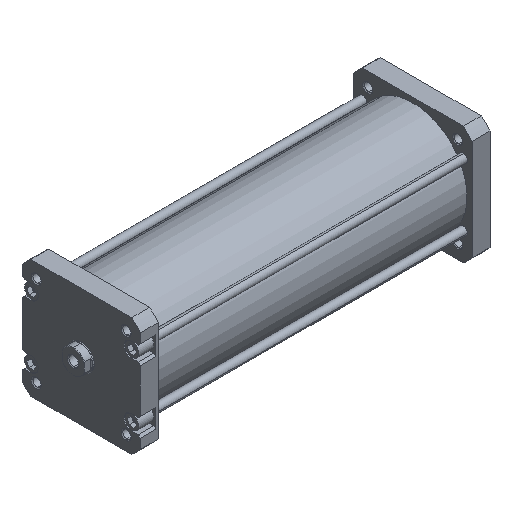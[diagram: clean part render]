
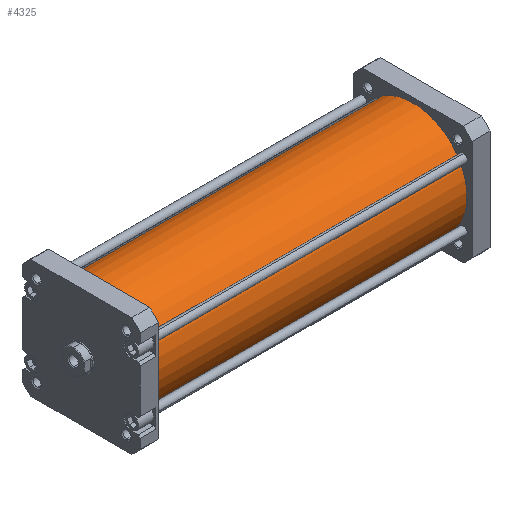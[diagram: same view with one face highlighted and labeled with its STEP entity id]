
A CAD part, isometric view. The second image highlights one B-rep face of the part: STEP entity #4325.
In plain terms, the highlighted cylindrical face has radius 66.5 mm (diameter 133 mm), a partial arc.
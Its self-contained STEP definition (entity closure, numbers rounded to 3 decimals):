
#64 = LINE ( 'NONE', #5517, #67 ) ;
#66 = LINE ( 'NONE', #5511, #77 ) ;
#67 = VECTOR ( 'NONE', #5530, 1000. ) ;
#72 = CIRCLE ( 'NONE', #2250, 66.5 ) ;
#75 = CIRCLE ( 'NONE', #2245, 66.5 ) ;
#77 = VECTOR ( 'NONE', #5534, 1000. ) ;
#1387 = EDGE_LOOP ( 'NONE', ( #1762, #1761, #1760, #1759 ) ) ;
#1759 = ORIENTED_EDGE ( 'NONE', *, *, #3113, .T. ) ;
#1760 = ORIENTED_EDGE ( 'NONE', *, *, #3107, .T. ) ;
#1761 = ORIENTED_EDGE ( 'NONE', *, *, #3111, .F. ) ;
#1762 = ORIENTED_EDGE ( 'NONE', *, *, #3105, .F. ) ;
#2245 = AXIS2_PLACEMENT_3D ( 'NONE', #5540, #5542, #5543 ) ;
#2250 = AXIS2_PLACEMENT_3D ( 'NONE', #5541, #5548, #5549 ) ;
#2357 = AXIS2_PLACEMENT_3D ( 'NONE', #6004, #5981, #5984 ) ;
#3105 = EDGE_CURVE ( 'NONE', #6844, #6846, #64, .T. ) ;
#3107 = EDGE_CURVE ( 'NONE', #6845, #6847, #66, .T. ) ;
#3111 = EDGE_CURVE ( 'NONE', #6845, #6844, #75, .T. ) ;
#3113 = EDGE_CURVE ( 'NONE', #6847, #6846, #72, .T. ) ;
#4053 = CARTESIAN_POINT ( 'NONE',  ( 66.5, 0., 384. ) ) ;
#4054 = CARTESIAN_POINT ( 'NONE',  ( -66.5, 0., 384. ) ) ;
#4055 = CARTESIAN_POINT ( 'NONE',  ( 66.5, 0., 0. ) ) ;
#4056 = CARTESIAN_POINT ( 'NONE',  ( -66.5, 0., 0. ) ) ;
#4325 = ADVANCED_FACE ( 'NONE', ( #4735 ), #4740, .T. ) ;
#4735 = FACE_OUTER_BOUND ( 'NONE', #1387, .T. ) ;
#4740 = CYLINDRICAL_SURFACE ( 'NONE', #2357, 66.5 ) ;
#5511 = CARTESIAN_POINT ( 'NONE',  ( -66.5, 0., 384. ) ) ;
#5517 = CARTESIAN_POINT ( 'NONE',  ( 66.5, 0., 384. ) ) ;
#5530 = DIRECTION ( 'NONE',  ( 0., 0., -1. ) ) ;
#5534 = DIRECTION ( 'NONE',  ( 0., 0., -1. ) ) ;
#5540 = CARTESIAN_POINT ( 'NONE',  ( 0., 0., 384. ) ) ;
#5541 = CARTESIAN_POINT ( 'NONE',  ( 0., 0., 0. ) ) ;
#5542 = DIRECTION ( 'NONE',  ( 0., 0., 1. ) ) ;
#5543 = DIRECTION ( 'NONE',  ( 1., 0., 0. ) ) ;
#5548 = DIRECTION ( 'NONE',  ( 0., 0., 1. ) ) ;
#5549 = DIRECTION ( 'NONE',  ( 1., 0., 0. ) ) ;
#5981 = DIRECTION ( 'NONE',  ( 0., 0., -1. ) ) ;
#5984 = DIRECTION ( 'NONE',  ( -1., 0., 0. ) ) ;
#6004 = CARTESIAN_POINT ( 'NONE',  ( 0., 0., 384. ) ) ;
#6844 = VERTEX_POINT ( 'NONE', #4053 ) ;
#6845 = VERTEX_POINT ( 'NONE', #4054 ) ;
#6846 = VERTEX_POINT ( 'NONE', #4055 ) ;
#6847 = VERTEX_POINT ( 'NONE', #4056 ) ;
